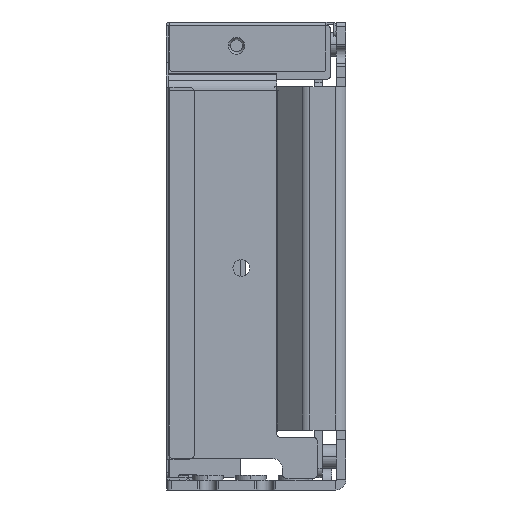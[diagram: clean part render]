
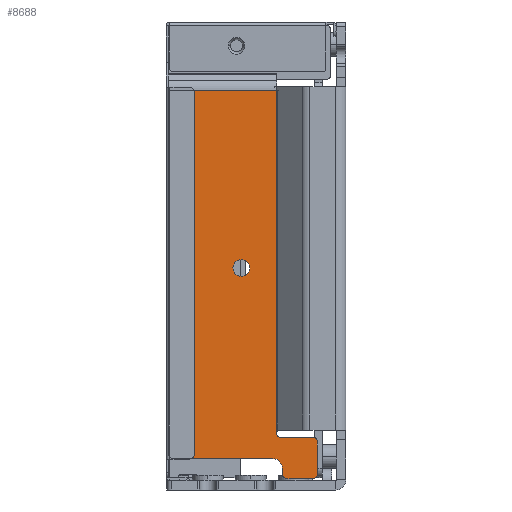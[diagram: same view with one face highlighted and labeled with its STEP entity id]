
A CAD part, left-side view. The second image highlights one B-rep face of the part: STEP entity #8688.
In plain terms, the highlighted planar face has unit normal (-1, 0, 0).
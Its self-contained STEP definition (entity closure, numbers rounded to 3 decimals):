
#3683=CARTESIAN_POINT('',(-58.5,13.819,-37.3));
#3684=DIRECTION('',(1.,0.,0.));
#3685=DIRECTION('',(0.,0.,-1.));
#3686=AXIS2_PLACEMENT_3D('',#3683,#3684,#3685);
#3691=CARTESIAN_POINT('',(-58.5,14.569,-37.3));
#3837=CARTESIAN_POINT('',(-58.5,22.,-2.5));
#3838=DIRECTION('',(1.,0.,0.));
#3839=DIRECTION('',(0.,1.,0.));
#3840=AXIS2_PLACEMENT_3D('',#3837,#3838,#3839);
#3845=CARTESIAN_POINT('',(-58.5,22.,-2.5));
#3846=DIRECTION('',(1.,0.,0.));
#3847=DIRECTION('',(0.,-1.,0.));
#3848=AXIS2_PLACEMENT_3D('',#3845,#3846,#3847);
#3853=CARTESIAN_POINT('',(-58.5,6.996,-39.05));
#3854=DIRECTION('',(-1.,0.,0.));
#3855=DIRECTION('',(0.,-1.,0.));
#3856=AXIS2_PLACEMENT_3D('',#3853,#3854,#3855);
#3861=DIRECTION('',(0.,0.,1.));
#3862=VECTOR('',#3861,6.7);
#3863=CARTESIAN_POINT('',(-58.5,5.996,-45.75));
#3864=LINE('',#3863,#3862);
#3868=CARTESIAN_POINT('',(-58.5,6.996,-45.75));
#3869=DIRECTION('',(-1.,0.,0.));
#3870=DIRECTION('',(0.,0.,-1.));
#3871=AXIS2_PLACEMENT_3D('',#3868,#3869,#3870);
#3876=DIRECTION('',(0.,-1.,0.));
#3877=VECTOR('',#3876,5.4);
#3878=CARTESIAN_POINT('',(-58.5,12.396,-46.75));
#3879=LINE('',#3878,#3877);
#3883=CARTESIAN_POINT('',(-58.5,12.396,-45.75));
#3884=DIRECTION('',(-1.,0.,0.));
#3885=DIRECTION('',(0.,1.,0.));
#3886=AXIS2_PLACEMENT_3D('',#3883,#3884,#3885);
#3891=DIRECTION('',(0.,0.,-1.));
#3892=VECTOR('',#3891,1.2);
#3893=CARTESIAN_POINT('',(-58.5,13.396,-44.55));
#3894=LINE('',#3893,#3892);
#3898=DIRECTION('',(0.,-1.,0.));
#3899=VECTOR('',#3898,20.904);
#3900=CARTESIAN_POINT('',(-58.5,36.3,-42.55));
#3901=LINE('',#3900,#3899);
#3905=CARTESIAN_POINT('',(-58.5,36.3,-41.55));
#3906=DIRECTION('',(-1.,0.,0.));
#3907=DIRECTION('',(0.,1.,0.));
#3908=AXIS2_PLACEMENT_3D('',#3905,#3906,#3907);
#3913=DIRECTION('',(0.,1.,0.));
#3914=VECTOR('',#3913,6.823);
#3915=CARTESIAN_POINT('',(-58.5,6.996,-38.05));
#3916=LINE('',#3915,#3914);
#3983=CARTESIAN_POINT('',(-58.5,15.396,-44.55));
#3984=DIRECTION('',(1.,0.,0.));
#3985=DIRECTION('',(0.,0.,1.));
#3986=AXIS2_PLACEMENT_3D('',#3983,#3984,#3985);
#4034=DIRECTION('',(0.,0.,-1.));
#4035=VECTOR('',#4034,76.347);
#4036=CARTESIAN_POINT('',(-58.5,37.3,34.797));
#4037=LINE('',#4036,#4035);
#4194=DIRECTION('',(0.,0.,1.));
#4195=VECTOR('',#4194,72.097);
#4196=CARTESIAN_POINT('',(-58.5,14.569,-37.3));
#4197=LINE('',#4196,#4195);
#4209=DIRECTION('',(0.,1.,0.));
#4210=VECTOR('',#4209,22.731);
#4211=CARTESIAN_POINT('',(-58.5,14.569,34.797));
#4212=LINE('',#4211,#4210);
#4805=CARTESIAN_POINT('',(-58.5,14.569,34.797));
#4807=VERTEX_POINT('',#4805);
#4809=CARTESIAN_POINT('',(-58.5,37.3,34.797));
#4811=VERTEX_POINT('',#4809);
#4904=CARTESIAN_POINT('',(-58.5,23.75,-2.5));
#4905=CARTESIAN_POINT('',(-58.5,20.25,-2.5));
#4906=VERTEX_POINT('',#4904);
#4907=VERTEX_POINT('',#4905);
#5034=CARTESIAN_POINT('',(-58.5,13.819,-38.05));
#5036=VERTEX_POINT('',#5034);
#5042=VERTEX_POINT('',#3691);
#5116=CARTESIAN_POINT('',(-58.5,15.396,-42.55));
#5118=VERTEX_POINT('',#5116);
#5120=CARTESIAN_POINT('',(-58.5,13.396,-44.55));
#5122=VERTEX_POINT('',#5120);
#5124=CARTESIAN_POINT('',(-58.5,5.996,-39.05));
#5125=CARTESIAN_POINT('',(-58.5,6.996,-38.05));
#5126=VERTEX_POINT('',#5124);
#5127=VERTEX_POINT('',#5125);
#5132=CARTESIAN_POINT('',(-58.5,6.996,-46.75));
#5133=CARTESIAN_POINT('',(-58.5,5.996,-45.75));
#5134=VERTEX_POINT('',#5132);
#5135=VERTEX_POINT('',#5133);
#5140=CARTESIAN_POINT('',(-58.5,13.396,-45.75));
#5141=CARTESIAN_POINT('',(-58.5,12.396,-46.75));
#5142=VERTEX_POINT('',#5140);
#5143=VERTEX_POINT('',#5141);
#5148=CARTESIAN_POINT('',(-58.5,37.3,-41.55));
#5149=CARTESIAN_POINT('',(-58.5,36.3,-42.55));
#5150=VERTEX_POINT('',#5148);
#5151=VERTEX_POINT('',#5149);
#8649=CARTESIAN_POINT('',(-58.5,13.658,-36.55));
#8650=DIRECTION('',(1.,0.,0.));
#8651=DIRECTION('',(0.,0.,-1.));
#8652=AXIS2_PLACEMENT_3D('',#8649,#8650,#8651);
#8653=PLANE('',#8652);
#8655=ORIENTED_EDGE('',*,*,#8654,.F.);
#8657=ORIENTED_EDGE('',*,*,#8656,.F.);
#8659=ORIENTED_EDGE('',*,*,#8658,.F.);
#8661=ORIENTED_EDGE('',*,*,#8660,.F.);
#8663=ORIENTED_EDGE('',*,*,#8662,.F.);
#8665=ORIENTED_EDGE('',*,*,#8664,.F.);
#8667=ORIENTED_EDGE('',*,*,#8666,.F.);
#8669=ORIENTED_EDGE('',*,*,#8668,.F.);
#8671=ORIENTED_EDGE('',*,*,#8670,.F.);
#8673=ORIENTED_EDGE('',*,*,#8672,.F.);
#8675=ORIENTED_EDGE('',*,*,#8674,.F.);
#8677=ORIENTED_EDGE('',*,*,#8676,.F.);
#8678=ORIENTED_EDGE('',*,*,#8558,.F.);
#8680=ORIENTED_EDGE('',*,*,#8679,.F.);
#8681=EDGE_LOOP('',(#8655,#8657,#8659,#8661,#8663,#8665,#8667,#8669,#8671,#8673,
#8675,#8677,#8678,#8680));
#8682=FACE_OUTER_BOUND('',#8681,.F.);
#8683=ORIENTED_EDGE('',*,*,#8639,.F.);
#8685=ORIENTED_EDGE('',*,*,#8684,.F.);
#8686=EDGE_LOOP('',(#8683,#8685));
#8687=FACE_BOUND('',#8686,.F.);
#3687=CIRCLE('',#3686,0.75);
#3841=CIRCLE('',#3840,1.75);
#3849=CIRCLE('',#3848,1.75);
#3857=CIRCLE('',#3856,1.);
#3872=CIRCLE('',#3871,1.);
#3887=CIRCLE('',#3886,1.);
#3909=CIRCLE('',#3908,1.);
#3987=CIRCLE('',#3986,2.);
#8558=EDGE_CURVE('',#5036,#5042,#3687,.T.);
#8639=EDGE_CURVE('',#4906,#4907,#3841,.T.);
#8654=EDGE_CURVE('',#5126,#5127,#3857,.T.);
#8656=EDGE_CURVE('',#5135,#5126,#3864,.T.);
#8658=EDGE_CURVE('',#5134,#5135,#3872,.T.);
#8660=EDGE_CURVE('',#5143,#5134,#3879,.T.);
#8662=EDGE_CURVE('',#5142,#5143,#3887,.T.);
#8664=EDGE_CURVE('',#5122,#5142,#3894,.T.);
#8666=EDGE_CURVE('',#5118,#5122,#3987,.T.);
#8668=EDGE_CURVE('',#5151,#5118,#3901,.T.);
#8670=EDGE_CURVE('',#5150,#5151,#3909,.T.);
#8672=EDGE_CURVE('',#4811,#5150,#4037,.T.);
#8674=EDGE_CURVE('',#4807,#4811,#4212,.T.);
#8676=EDGE_CURVE('',#5042,#4807,#4197,.T.);
#8679=EDGE_CURVE('',#5127,#5036,#3916,.T.);
#8684=EDGE_CURVE('',#4907,#4906,#3849,.T.);
#8688=ADVANCED_FACE('',(#8682,#8687),#8653,.F.);
